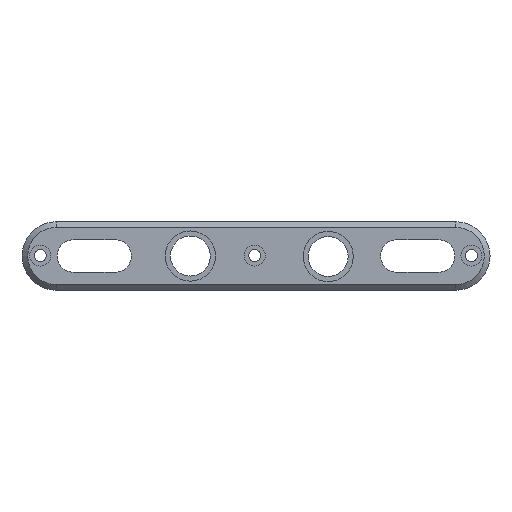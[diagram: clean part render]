
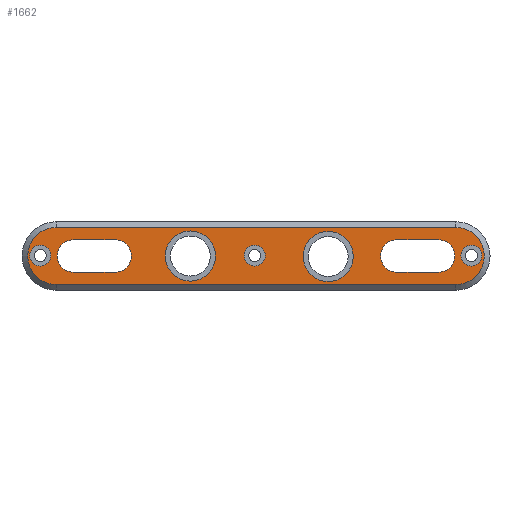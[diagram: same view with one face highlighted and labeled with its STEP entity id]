
A CAD part, front view. The second image highlights one B-rep face of the part: STEP entity #1662.
In plain terms, the highlighted planar face has unit normal (0, -1, 0).
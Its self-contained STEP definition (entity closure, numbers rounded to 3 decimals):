
#66=FACE_BOUND('',#233,.T.);
#67=FACE_BOUND('',#234,.T.);
#68=FACE_BOUND('',#235,.T.);
#69=FACE_BOUND('',#236,.T.);
#70=FACE_BOUND('',#237,.T.);
#71=FACE_BOUND('',#238,.T.);
#72=FACE_BOUND('',#239,.T.);
#125=FACE_OUTER_BOUND('',#232,.T.);
#232=EDGE_LOOP('',(#1244,#1245,#1246,#1247));
#233=EDGE_LOOP('',(#1248,#1249,#1250,#1251));
#234=EDGE_LOOP('',(#1252,#1253,#1254,#1255));
#235=EDGE_LOOP('',(#1256));
#236=EDGE_LOOP('',(#1257));
#237=EDGE_LOOP('',(#1258));
#238=EDGE_LOOP('',(#1259));
#239=EDGE_LOOP('',(#1260));
#360=CIRCLE('',#1797,7.5);
#362=CIRCLE('',#1801,7.5);
#363=CIRCLE('',#1804,4.25);
#364=CIRCLE('',#1805,4.25);
#365=CIRCLE('',#1806,4.25);
#366=CIRCLE('',#1807,4.25);
#367=CIRCLE('',#1808,2.76);
#368=CIRCLE('',#1809,2.76);
#369=CIRCLE('',#1810,2.76);
#370=CIRCLE('',#1811,6.592);
#371=CIRCLE('',#1812,6.596);
#451=LINE('',#2566,#608);
#455=LINE('',#2577,#612);
#458=LINE('',#2588,#615);
#459=LINE('',#2591,#616);
#460=LINE('',#2596,#617);
#461=LINE('',#2599,#618);
#608=VECTOR('',#2061,10.);
#612=VECTOR('',#2073,10.);
#615=VECTOR('',#2086,10.);
#616=VECTOR('',#2089,10.);
#617=VECTOR('',#2092,10.);
#618=VECTOR('',#2095,10.);
#772=VERTEX_POINT('',#2563);
#773=VERTEX_POINT('',#2565);
#775=VERTEX_POINT('',#2570);
#776=VERTEX_POINT('',#2575);
#777=VERTEX_POINT('',#2584);
#778=VERTEX_POINT('',#2585);
#779=VERTEX_POINT('',#2587);
#780=VERTEX_POINT('',#2589);
#781=VERTEX_POINT('',#2592);
#782=VERTEX_POINT('',#2593);
#783=VERTEX_POINT('',#2595);
#784=VERTEX_POINT('',#2597);
#785=VERTEX_POINT('',#2600);
#786=VERTEX_POINT('',#2602);
#787=VERTEX_POINT('',#2604);
#788=VERTEX_POINT('',#2606);
#789=VERTEX_POINT('',#2608);
#945=EDGE_CURVE('',#772,#773,#451,.T.);
#948=EDGE_CURVE('',#775,#772,#360,.T.);
#951=EDGE_CURVE('',#776,#775,#455,.T.);
#953=EDGE_CURVE('',#773,#776,#362,.T.);
#955=EDGE_CURVE('',#777,#778,#363,.F.);
#956=EDGE_CURVE('',#778,#779,#458,.F.);
#957=EDGE_CURVE('',#779,#780,#364,.F.);
#958=EDGE_CURVE('',#780,#777,#459,.F.);
#959=EDGE_CURVE('',#781,#782,#365,.F.);
#960=EDGE_CURVE('',#782,#783,#460,.F.);
#961=EDGE_CURVE('',#783,#784,#366,.F.);
#962=EDGE_CURVE('',#784,#781,#461,.F.);
#963=EDGE_CURVE('',#785,#785,#367,.T.);
#964=EDGE_CURVE('',#786,#786,#368,.T.);
#965=EDGE_CURVE('',#787,#787,#369,.T.);
#966=EDGE_CURVE('',#788,#788,#370,.T.);
#967=EDGE_CURVE('',#789,#789,#371,.T.);
#1244=ORIENTED_EDGE('',*,*,#945,.F.);
#1245=ORIENTED_EDGE('',*,*,#948,.F.);
#1246=ORIENTED_EDGE('',*,*,#951,.F.);
#1247=ORIENTED_EDGE('',*,*,#953,.F.);
#1248=ORIENTED_EDGE('',*,*,#955,.T.);
#1249=ORIENTED_EDGE('',*,*,#956,.T.);
#1250=ORIENTED_EDGE('',*,*,#957,.T.);
#1251=ORIENTED_EDGE('',*,*,#958,.T.);
#1252=ORIENTED_EDGE('',*,*,#959,.T.);
#1253=ORIENTED_EDGE('',*,*,#960,.T.);
#1254=ORIENTED_EDGE('',*,*,#961,.T.);
#1255=ORIENTED_EDGE('',*,*,#962,.T.);
#1256=ORIENTED_EDGE('',*,*,#963,.T.);
#1257=ORIENTED_EDGE('',*,*,#964,.T.);
#1258=ORIENTED_EDGE('',*,*,#965,.T.);
#1259=ORIENTED_EDGE('',*,*,#966,.T.);
#1260=ORIENTED_EDGE('',*,*,#967,.T.);
#1592=PLANE('',#1803);
#1662=ADVANCED_FACE('',(#125,#66,#67,#68,#69,#70,#71,#72),#1592,.T.);
#1797=AXIS2_PLACEMENT_3D('',#2572,#2066,#2067);
#1801=AXIS2_PLACEMENT_3D('',#2580,#2077,#2078);
#1803=AXIS2_PLACEMENT_3D('',#2583,#2082,#2083);
#1804=AXIS2_PLACEMENT_3D('',#2586,#2084,#2085);
#1805=AXIS2_PLACEMENT_3D('',#2590,#2087,#2088);
#1806=AXIS2_PLACEMENT_3D('',#2594,#2090,#2091);
#1807=AXIS2_PLACEMENT_3D('',#2598,#2093,#2094);
#1808=AXIS2_PLACEMENT_3D('',#2601,#2096,#2097);
#1809=AXIS2_PLACEMENT_3D('',#2603,#2098,#2099);
#1810=AXIS2_PLACEMENT_3D('',#2605,#2100,#2101);
#1811=AXIS2_PLACEMENT_3D('',#2607,#2102,#2103);
#1812=AXIS2_PLACEMENT_3D('',#2609,#2104,#2105);
#2061=DIRECTION('',(1.,0.,0.));
#2066=DIRECTION('center_axis',(0.,1.,0.));
#2067=DIRECTION('ref_axis',(0.,0.,1.));
#2073=DIRECTION('',(-1.,0.,0.));
#2077=DIRECTION('center_axis',(0.,1.,0.));
#2078=DIRECTION('ref_axis',(0.,0.,-1.));
#2082=DIRECTION('center_axis',(0.,-1.,0.));
#2083=DIRECTION('ref_axis',(1.,0.,0.));
#2084=DIRECTION('center_axis',(0.,-1.,0.));
#2085=DIRECTION('ref_axis',(0.,0.,1.));
#2086=DIRECTION('',(-1.,0.,0.));
#2087=DIRECTION('center_axis',(0.,-1.,0.));
#2088=DIRECTION('ref_axis',(0.,0.,-1.));
#2089=DIRECTION('',(1.,0.,0.));
#2090=DIRECTION('center_axis',(0.,-1.,0.));
#2091=DIRECTION('ref_axis',(0.,0.,1.));
#2092=DIRECTION('',(-1.,0.,0.));
#2093=DIRECTION('center_axis',(0.,-1.,0.));
#2094=DIRECTION('ref_axis',(0.,0.,-1.));
#2095=DIRECTION('',(1.,0.,0.));
#2096=DIRECTION('center_axis',(0.,1.,0.));
#2097=DIRECTION('ref_axis',(0.,0.,-1.));
#2098=DIRECTION('center_axis',(0.,1.,0.));
#2099=DIRECTION('ref_axis',(0.,0.,-1.));
#2100=DIRECTION('center_axis',(0.,1.,0.));
#2101=DIRECTION('ref_axis',(0.,0.,-1.));
#2102=DIRECTION('center_axis',(0.,1.,0.));
#2103=DIRECTION('ref_axis',(1.,0.,0.));
#2104=DIRECTION('center_axis',(0.,1.,0.));
#2105=DIRECTION('ref_axis',(1.,0.,0.));
#2563=CARTESIAN_POINT('',(-10.,-9.2,7.5));
#2565=CARTESIAN_POINT('',(95.,-9.2,7.5));
#2566=CARTESIAN_POINT('',(68.75,-9.2,7.5));
#2570=CARTESIAN_POINT('',(-10.,-9.2,-7.5));
#2572=CARTESIAN_POINT('Origin',(-10.,-9.2,0.));
#2575=CARTESIAN_POINT('',(95.,-9.2,-7.5));
#2577=CARTESIAN_POINT('',(16.25,-9.2,-7.5));
#2580=CARTESIAN_POINT('Origin',(95.,-9.2,0.));
#2583=CARTESIAN_POINT('Origin',(42.5,-9.2,0.));
#2584=CARTESIAN_POINT('',(79.5,-9.2,-4.25));
#2585=CARTESIAN_POINT('',(79.5,-9.2,4.25));
#2586=CARTESIAN_POINT('Origin',(79.5,-9.2,0.));
#2587=CARTESIAN_POINT('',(90.5,-9.2,4.25));
#2588=CARTESIAN_POINT('',(61.,-9.2,4.25));
#2589=CARTESIAN_POINT('',(90.5,-9.2,-4.25));
#2590=CARTESIAN_POINT('Origin',(90.5,-9.2,0.));
#2591=CARTESIAN_POINT('',(66.5,-9.2,-4.25));
#2592=CARTESIAN_POINT('',(-5.5,-9.2,-4.25));
#2593=CARTESIAN_POINT('',(-5.5,-9.2,4.25));
#2594=CARTESIAN_POINT('Origin',(-5.5,-9.2,0.));
#2595=CARTESIAN_POINT('',(5.5,-9.2,4.25));
#2596=CARTESIAN_POINT('',(18.5,-9.2,4.25));
#2597=CARTESIAN_POINT('',(5.5,-9.2,-4.25));
#2598=CARTESIAN_POINT('Origin',(5.5,-9.2,0.));
#2599=CARTESIAN_POINT('',(24.,-9.2,-4.25));
#2600=CARTESIAN_POINT('',(42.148,-9.2,2.858));
#2601=CARTESIAN_POINT('Origin',(42.148,-9.2,0.098));
#2602=CARTESIAN_POINT('',(99.112,-9.2,2.863));
#2603=CARTESIAN_POINT('Origin',(99.112,-9.2,0.103));
#2604=CARTESIAN_POINT('',(-14.213,-9.2,2.86));
#2605=CARTESIAN_POINT('Origin',(-14.213,-9.2,0.1));
#2606=CARTESIAN_POINT('',(54.871,-9.2,-0.121));
#2607=CARTESIAN_POINT('Origin',(61.463,-9.2,-0.121));
#2608=CARTESIAN_POINT('',(18.638,-9.2,-0.011));
#2609=CARTESIAN_POINT('Origin',(25.234,-9.2,-0.011));
